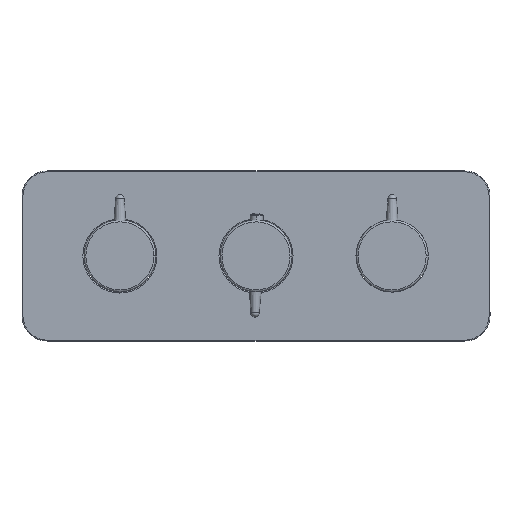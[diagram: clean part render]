
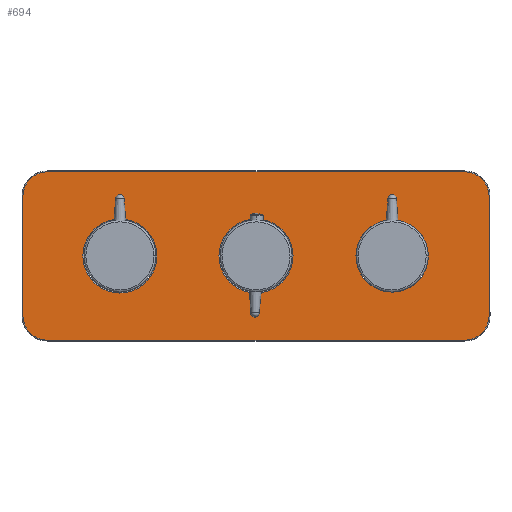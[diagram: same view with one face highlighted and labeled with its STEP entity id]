
A CAD part, top view. The second image highlights one B-rep face of the part: STEP entity #694.
In plain terms, the highlighted face is planar.
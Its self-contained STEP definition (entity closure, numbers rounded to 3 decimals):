
#6 = VERTEX_POINT ( 'NONE', #154 ) ;
#14 = EDGE_CURVE ( 'NONE', #1702, #1138, #845, .T. ) ;
#64 = AXIS2_PLACEMENT_3D ( 'NONE', #1461, #1958, #384 ) ;
#69 = DIRECTION ( 'NONE',  ( 0., 0., 1. ) ) ;
#81 = CARTESIAN_POINT ( 'NONE',  ( -162.5, 10., 35. ) ) ;
#102 = EDGE_CURVE ( 'NONE', #1298, #6, #911, .T. ) ;
#112 = CIRCLE ( 'NONE', #434, 14.5 ) ;
#135 = VERTEX_POINT ( 'NONE', #1998 ) ;
#154 = CARTESIAN_POINT ( 'NONE',  ( -162.5, 10., -49.5 ) ) ;
#182 = CIRCLE ( 'NONE', #283, 21.75 ) ;
#195 = CIRCLE ( 'NONE', #408, 21.75 ) ;
#243 = VERTEX_POINT ( 'NONE', #806 ) ;
#248 = DIRECTION ( 'NONE',  ( 0., 0., -1. ) ) ;
#259 = EDGE_CURVE ( 'NONE', #1138, #379, #1927, .T. ) ;
#260 = CARTESIAN_POINT ( 'NONE',  ( -40., 10., -21.75 ) ) ;
#283 = AXIS2_PLACEMENT_3D ( 'NONE', #729, #1278, #2127 ) ;
#291 = AXIS2_PLACEMENT_3D ( 'NONE', #336, #2240, #2251 ) ;
#301 = DIRECTION ( 'NONE',  ( 0., 0., -1. ) ) ;
#321 = AXIS2_PLACEMENT_3D ( 'NONE', #1959, #895, #928 ) ;
#336 = CARTESIAN_POINT ( 'NONE',  ( -162.5, 10., -35. ) ) ;
#350 = EDGE_CURVE ( 'NONE', #1551, #1298, #395, .T. ) ;
#352 = VERTEX_POINT ( 'NONE', #668 ) ;
#364 = VECTOR ( 'NONE', #410, 1000. ) ;
#379 = VERTEX_POINT ( 'NONE', #1724 ) ;
#384 = DIRECTION ( 'NONE',  ( 0., 0., -1. ) ) ;
#395 = CIRCLE ( 'NONE', #1458, 14.5 ) ;
#408 = AXIS2_PLACEMENT_3D ( 'NONE', #557, #1583, #1040 ) ;
#410 = DIRECTION ( 'NONE',  ( -1., 0., 0. ) ) ;
#411 = LINE ( 'NONE', #626, #618 ) ;
#433 = EDGE_CURVE ( 'NONE', #243, #781, #825, .T. ) ;
#434 = AXIS2_PLACEMENT_3D ( 'NONE', #81, #1296, #1332 ) ;
#458 = FACE_BOUND ( 'NONE', #2070, .T. ) ;
#497 = CARTESIAN_POINT ( 'NONE',  ( -162.5, 10., 49.5 ) ) ;
#498 = DIRECTION ( 'NONE',  ( 0., 1., 0. ) ) ;
#502 = CIRCLE ( 'NONE', #64, 21.75 ) ;
#522 = AXIS2_PLACEMENT_3D ( 'NONE', #1680, #1493, #248 ) ;
#526 = EDGE_CURVE ( 'NONE', #135, #352, #182, .T. ) ;
#557 = CARTESIAN_POINT ( 'NONE',  ( 40., 10., 0. ) ) ;
#558 = EDGE_LOOP ( 'NONE', ( #1101, #1801 ) ) ;
#612 = VECTOR ( 'NONE', #2137, 1000. ) ;
#618 = VECTOR ( 'NONE', #69, 1000. ) ;
#626 = CARTESIAN_POINT ( 'NONE',  ( -177., 10., 35. ) ) ;
#642 = ORIENTED_EDGE ( 'NONE', *, *, #1413, .T. ) ;
#664 = CARTESIAN_POINT ( 'NONE',  ( -177., 10., -35. ) ) ;
#668 = CARTESIAN_POINT ( 'NONE',  ( 40., 10., -21.75 ) ) ;
#694 = ADVANCED_FACE ( 'NONE', ( #938, #1807, #458, #1659 ), #1342, .F. ) ;
#710 = CARTESIAN_POINT ( 'NONE',  ( 97., 10., -35. ) ) ;
#728 = ORIENTED_EDGE ( 'NONE', *, *, #1155, .T. ) ;
#729 = CARTESIAN_POINT ( 'NONE',  ( 40., 10., 0. ) ) ;
#747 = DIRECTION ( 'NONE',  ( 0., 1., 0. ) ) ;
#761 = VERTEX_POINT ( 'NONE', #260 ) ;
#781 = VERTEX_POINT ( 'NONE', #2238 ) ;
#806 = CARTESIAN_POINT ( 'NONE',  ( -120., 10., -21.25 ) ) ;
#825 = CIRCLE ( 'NONE', #321, 21.25 ) ;
#838 = ORIENTED_EDGE ( 'NONE', *, *, #2185, .T. ) ;
#845 = LINE ( 'NONE', #922, #1717 ) ;
#894 = CARTESIAN_POINT ( 'NONE',  ( 97., 10., 35. ) ) ;
#895 = DIRECTION ( 'NONE',  ( 0., 1., 0. ) ) ;
#911 = LINE ( 'NONE', #1436, #364 ) ;
#922 = CARTESIAN_POINT ( 'NONE',  ( -162.5, 10., 49.5 ) ) ;
#928 = DIRECTION ( 'NONE',  ( 0., 0., 1. ) ) ;
#938 = FACE_BOUND ( 'NONE', #558, .T. ) ;
#1009 = ORIENTED_EDGE ( 'NONE', *, *, #350, .T. ) ;
#1040 = DIRECTION ( 'NONE',  ( 0., 0., -1. ) ) ;
#1095 = CIRCLE ( 'NONE', #291, 14.5 ) ;
#1101 = ORIENTED_EDGE ( 'NONE', *, *, #1249, .F. ) ;
#1138 = VERTEX_POINT ( 'NONE', #1617 ) ;
#1141 = EDGE_CURVE ( 'NONE', #2136, #1630, #411, .T. ) ;
#1155 = EDGE_CURVE ( 'NONE', #1630, #1702, #112, .T. ) ;
#1171 = DIRECTION ( 'NONE',  ( 0., 1., 0. ) ) ;
#1225 = EDGE_LOOP ( 'NONE', ( #642, #838 ) ) ;
#1249 = EDGE_CURVE ( 'NONE', #781, #243, #1596, .T. ) ;
#1278 = DIRECTION ( 'NONE',  ( 0., -1., 0. ) ) ;
#1296 = DIRECTION ( 'NONE',  ( 0., 1., 0. ) ) ;
#1298 = VERTEX_POINT ( 'NONE', #2246 ) ;
#1327 = ORIENTED_EDGE ( 'NONE', *, *, #1577, .T. ) ;
#1332 = DIRECTION ( 'NONE',  ( 0., 0., -1. ) ) ;
#1342 = PLANE ( 'NONE',  #522 ) ;
#1385 = CARTESIAN_POINT ( 'NONE',  ( -40., 10., 0. ) ) ;
#1407 = ORIENTED_EDGE ( 'NONE', *, *, #102, .T. ) ;
#1413 = EDGE_CURVE ( 'NONE', #761, #1475, #1760, .T. ) ;
#1436 = CARTESIAN_POINT ( 'NONE',  ( -162.5, 10., -49.5 ) ) ;
#1458 = AXIS2_PLACEMENT_3D ( 'NONE', #1709, #498, #1876 ) ;
#1461 = CARTESIAN_POINT ( 'NONE',  ( -40., 10., 0. ) ) ;
#1475 = VERTEX_POINT ( 'NONE', #1541 ) ;
#1477 = DIRECTION ( 'NONE',  ( 1., 0., 0. ) ) ;
#1493 = DIRECTION ( 'NONE',  ( 0., -1., 0. ) ) ;
#1509 = DIRECTION ( 'NONE',  ( 0., -1., 0. ) ) ;
#1538 = AXIS2_PLACEMENT_3D ( 'NONE', #1385, #1509, #2058 ) ;
#1541 = CARTESIAN_POINT ( 'NONE',  ( -40., 10., 21.75 ) ) ;
#1542 = ORIENTED_EDGE ( 'NONE', *, *, #2209, .T. ) ;
#1551 = VERTEX_POINT ( 'NONE', #710 ) ;
#1577 = EDGE_CURVE ( 'NONE', #352, #135, #195, .T. ) ;
#1583 = DIRECTION ( 'NONE',  ( 0., -1., 0. ) ) ;
#1596 = CIRCLE ( 'NONE', #1789, 21.25 ) ;
#1617 = CARTESIAN_POINT ( 'NONE',  ( 82.5, 10., 49.5 ) ) ;
#1630 = VERTEX_POINT ( 'NONE', #1665 ) ;
#1657 = ORIENTED_EDGE ( 'NONE', *, *, #259, .T. ) ;
#1659 = FACE_BOUND ( 'NONE', #1225, .T. ) ;
#1665 = CARTESIAN_POINT ( 'NONE',  ( -177., 10., 35. ) ) ;
#1680 = CARTESIAN_POINT ( 'NONE',  ( -162.5, 10., 35. ) ) ;
#1700 = CARTESIAN_POINT ( 'NONE',  ( 82.5, 10., 35. ) ) ;
#1702 = VERTEX_POINT ( 'NONE', #497 ) ;
#1709 = CARTESIAN_POINT ( 'NONE',  ( 82.5, 10., -35. ) ) ;
#1717 = VECTOR ( 'NONE', #1477, 1000. ) ;
#1724 = CARTESIAN_POINT ( 'NONE',  ( 97., 10., 35. ) ) ;
#1760 = CIRCLE ( 'NONE', #1538, 21.75 ) ;
#1777 = EDGE_LOOP ( 'NONE', ( #1909, #1908, #728, #2236, #1657, #1542, #1009, #1407 ) ) ;
#1787 = ORIENTED_EDGE ( 'NONE', *, *, #526, .T. ) ;
#1789 = AXIS2_PLACEMENT_3D ( 'NONE', #1795, #747, #1965 ) ;
#1795 = CARTESIAN_POINT ( 'NONE',  ( -120., 10., 0. ) ) ;
#1801 = ORIENTED_EDGE ( 'NONE', *, *, #433, .F. ) ;
#1806 = LINE ( 'NONE', #894, #612 ) ;
#1807 = FACE_OUTER_BOUND ( 'NONE', #1777, .T. ) ;
#1826 = AXIS2_PLACEMENT_3D ( 'NONE', #1700, #1171, #301 ) ;
#1876 = DIRECTION ( 'NONE',  ( 0., 0., -1. ) ) ;
#1908 = ORIENTED_EDGE ( 'NONE', *, *, #1141, .T. ) ;
#1909 = ORIENTED_EDGE ( 'NONE', *, *, #2139, .T. ) ;
#1927 = CIRCLE ( 'NONE', #1826, 14.5 ) ;
#1958 = DIRECTION ( 'NONE',  ( 0., -1., 0. ) ) ;
#1959 = CARTESIAN_POINT ( 'NONE',  ( -120., 10., 0. ) ) ;
#1965 = DIRECTION ( 'NONE',  ( 0., 0., 1. ) ) ;
#1998 = CARTESIAN_POINT ( 'NONE',  ( 40., 10., 21.75 ) ) ;
#2058 = DIRECTION ( 'NONE',  ( 0., 0., -1. ) ) ;
#2070 = EDGE_LOOP ( 'NONE', ( #1327, #1787 ) ) ;
#2127 = DIRECTION ( 'NONE',  ( 0., 0., -1. ) ) ;
#2136 = VERTEX_POINT ( 'NONE', #664 ) ;
#2137 = DIRECTION ( 'NONE',  ( 0., 0., -1. ) ) ;
#2139 = EDGE_CURVE ( 'NONE', #6, #2136, #1095, .T. ) ;
#2185 = EDGE_CURVE ( 'NONE', #1475, #761, #502, .T. ) ;
#2209 = EDGE_CURVE ( 'NONE', #379, #1551, #1806, .T. ) ;
#2236 = ORIENTED_EDGE ( 'NONE', *, *, #14, .T. ) ;
#2238 = CARTESIAN_POINT ( 'NONE',  ( -120., 10., 21.25 ) ) ;
#2240 = DIRECTION ( 'NONE',  ( 0., 1., 0. ) ) ;
#2246 = CARTESIAN_POINT ( 'NONE',  ( 82.5, 10., -49.5 ) ) ;
#2251 = DIRECTION ( 'NONE',  ( 0., 0., -1. ) ) ;
